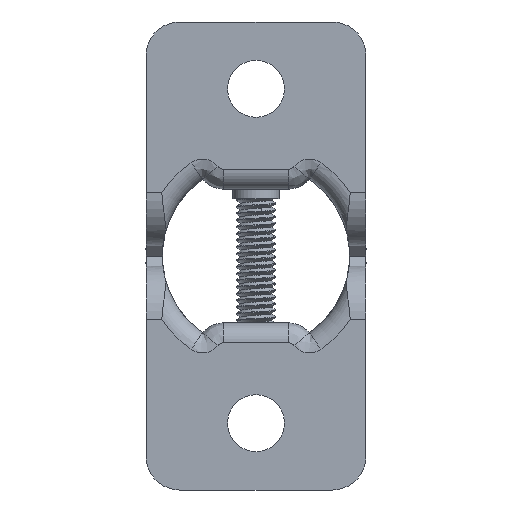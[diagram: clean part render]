
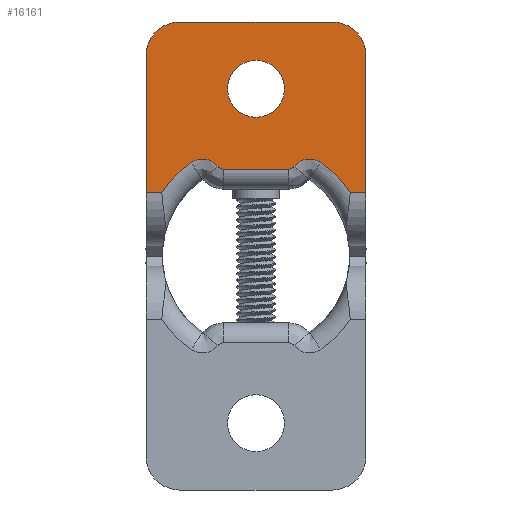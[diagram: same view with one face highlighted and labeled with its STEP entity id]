
A CAD part, left-side view. The second image highlights one B-rep face of the part: STEP entity #16161.
In plain terms, the highlighted planar face has unit normal (-1, 0, 0).
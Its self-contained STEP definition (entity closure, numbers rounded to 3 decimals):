
#33 = AXIS2_PLACEMENT_3D ( 'NONE', #6501, #13579, #10196 ) ;
#77 = EDGE_CURVE ( 'NONE', #11051, #14499, #16696, .T. ) ;
#284 = VERTEX_POINT ( 'NONE', #4365 ) ;
#469 = ORIENTED_EDGE ( 'NONE', *, *, #6244, .T. ) ;
#551 = CARTESIAN_POINT ( 'NONE',  ( -12., 4.886, 14. ) ) ;
#1015 = CARTESIAN_POINT ( 'NONE',  ( -12., -16.432, 30. ) ) ;
#1524 = VERTEX_POINT ( 'NONE', #8939 ) ;
#1554 = DIRECTION ( 'NONE',  ( 0., 1., 0. ) ) ;
#1737 = CARTESIAN_POINT ( 'NONE',  ( -12., 0., 65.5 ) ) ;
#1959 = VERTEX_POINT ( 'NONE', #10709 ) ;
#2205 = AXIS2_PLACEMENT_3D ( 'NONE', #2648, #13670, #20386 ) ;
#2210 = VERTEX_POINT ( 'NONE', #1015 ) ;
#2397 = CARTESIAN_POINT ( 'NONE',  ( -12., -16.432, 30. ) ) ;
#2541 = CARTESIAN_POINT ( 'NONE',  ( -12., 16.432, 9.5 ) ) ;
#2577 = CARTESIAN_POINT ( 'NONE',  ( -12., 14.098, 9.5 ) ) ;
#2648 = CARTESIAN_POINT ( 'NONE',  ( -12., -11.432, 30. ) ) ;
#2743 = ORIENTED_EDGE ( 'NONE', *, *, #17314, .F. ) ;
#2807 = EDGE_CURVE ( 'NONE', #16616, #3019, #16215, .T. ) ;
#2852 = ORIENTED_EDGE ( 'NONE', *, *, #18822, .T. ) ;
#3019 = VERTEX_POINT ( 'NONE', #8122 ) ;
#3067 = DIRECTION ( 'NONE',  ( 0., 0.829, 0.559 ) ) ;
#3191 = FACE_OUTER_BOUND ( 'NONE', #19982, .T. ) ;
#3397 = VERTEX_POINT ( 'NONE', #19111 ) ;
#3403 = CARTESIAN_POINT ( 'NONE',  ( -12., -11.432, 35. ) ) ;
#3568 = LINE ( 'NONE', #11504, #6071 ) ;
#4221 = CARTESIAN_POINT ( 'NONE',  ( -12., 8., 11.489 ) ) ;
#4288 = ORIENTED_EDGE ( 'NONE', *, *, #77, .F. ) ;
#4365 = CARTESIAN_POINT ( 'NONE',  ( -12., -14.098, 9.5 ) ) ;
#4418 = ORIENTED_EDGE ( 'NONE', *, *, #15337, .T. ) ;
#4601 = EDGE_LOOP ( 'NONE', ( #11896, #11018 ) ) ;
#4655 = DIRECTION ( 'NONE',  ( 1., 0., 0. ) ) ;
#4914 = CARTESIAN_POINT ( 'NONE',  ( -12., 11.432, 35. ) ) ;
#5359 = VERTEX_POINT ( 'NONE', #10776 ) ;
#5375 = VECTOR ( 'NONE', #18519, 1000. ) ;
#5621 = AXIS2_PLACEMENT_3D ( 'NONE', #14552, #4655, #21045 ) ;
#5839 = DIRECTION ( 'NONE',  ( 1., 0., 0. ) ) ;
#6071 = VECTOR ( 'NONE', #13123, 1000. ) ;
#6203 = ORIENTED_EDGE ( 'NONE', *, *, #20556, .T. ) ;
#6244 = EDGE_CURVE ( 'NONE', #2210, #14499, #10214, .T. ) ;
#6501 = CARTESIAN_POINT ( 'NONE',  ( -12., 0., 25. ) ) ;
#6523 = EDGE_CURVE ( 'NONE', #11051, #17377, #10561, .T. ) ;
#6665 = CIRCLE ( 'NONE', #5621, 4.25 ) ;
#6694 = AXIS2_PLACEMENT_3D ( 'NONE', #551, #7159, #18768 ) ;
#6838 = VERTEX_POINT ( 'NONE', #7680 ) ;
#6843 = CARTESIAN_POINT ( 'NONE',  ( -12., 0., 0. ) ) ;
#6931 = EDGE_CURVE ( 'NONE', #14878, #17377, #9971, .T. ) ;
#6998 = ORIENTED_EDGE ( 'NONE', *, *, #6523, .T. ) ;
#7066 = CIRCLE ( 'NONE', #16115, 17. ) ;
#7159 = DIRECTION ( 'NONE',  ( -1., 0., 0. ) ) ;
#7680 = CARTESIAN_POINT ( 'NONE',  ( -12., 0., 29.25 ) ) ;
#8122 = CARTESIAN_POINT ( 'NONE',  ( -12., 9.714, 13.951 ) ) ;
#8236 = EDGE_CURVE ( 'NONE', #3397, #1959, #11176, .T. ) ;
#8246 = CIRCLE ( 'NONE', #15587, 3. ) ;
#8608 = VERTEX_POINT ( 'NONE', #20764 ) ;
#8901 = CARTESIAN_POINT ( 'NONE',  ( -12., -4.886, 14. ) ) ;
#8939 = CARTESIAN_POINT ( 'NONE',  ( -12., 5.665, 13.372 ) ) ;
#9021 = DIRECTION ( 'NONE',  ( 0., 0., -1. ) ) ;
#9381 = CARTESIAN_POINT ( 'NONE',  ( -12., 14.098, 9.5 ) ) ;
#9400 = CIRCLE ( 'NONE', #33, 4.25 ) ;
#9412 = AXIS2_PLACEMENT_3D ( 'NONE', #8901, #17560, #9021 ) ;
#9721 = EDGE_CURVE ( 'NONE', #13415, #3397, #3568, .T. ) ;
#9897 = DIRECTION ( 'NONE',  ( 1., 0., 0. ) ) ;
#9971 = LINE ( 'NONE', #14788, #5375 ) ;
#10196 = DIRECTION ( 'NONE',  ( 0., 0., -1. ) ) ;
#10214 = CIRCLE ( 'NONE', #2205, 5. ) ;
#10449 = DIRECTION ( 'NONE',  ( -1., 0., 0. ) ) ;
#10561 = CIRCLE ( 'NONE', #20396, 5. ) ;
#10709 = CARTESIAN_POINT ( 'NONE',  ( -12., -5.665, 13.372 ) ) ;
#10776 = CARTESIAN_POINT ( 'NONE',  ( -12., 0., 20.75 ) ) ;
#10785 = AXIS2_PLACEMENT_3D ( 'NONE', #20832, #5839, #12478 ) ;
#11018 = ORIENTED_EDGE ( 'NONE', *, *, #13614, .T. ) ;
#11051 = VERTEX_POINT ( 'NONE', #12848 ) ;
#11076 = CARTESIAN_POINT ( 'NONE',  ( -12., 16.432, 30. ) ) ;
#11133 = ORIENTED_EDGE ( 'NONE', *, *, #6931, .F. ) ;
#11176 = CIRCLE ( 'NONE', #9412, 1. ) ;
#11274 = ORIENTED_EDGE ( 'NONE', *, *, #2807, .T. ) ;
#11504 = CARTESIAN_POINT ( 'NONE',  ( -12., 4.886, 13. ) ) ;
#11830 = VECTOR ( 'NONE', #19222, 1000. ) ;
#11896 = ORIENTED_EDGE ( 'NONE', *, *, #18606, .T. ) ;
#12420 = DIRECTION ( 'NONE',  ( 0., 0., 1. ) ) ;
#12478 = DIRECTION ( 'NONE',  ( 0., 0.778, 0.628 ) ) ;
#12848 = CARTESIAN_POINT ( 'NONE',  ( -12., 11.432, 35. ) ) ;
#12894 = ORIENTED_EDGE ( 'NONE', *, *, #14129, .F. ) ;
#13123 = DIRECTION ( 'NONE',  ( 0., -1., 0. ) ) ;
#13210 = CARTESIAN_POINT ( 'NONE',  ( -12., -16.432, 9.5 ) ) ;
#13277 = DIRECTION ( 'NONE',  ( 0., -1., 0. ) ) ;
#13318 = EDGE_CURVE ( 'NONE', #16616, #14878, #14051, .T. ) ;
#13397 = DIRECTION ( 'NONE',  ( 1., 0., 0. ) ) ;
#13415 = VERTEX_POINT ( 'NONE', #15336 ) ;
#13504 = DIRECTION ( 'NONE',  ( 0., -0.571, 0.821 ) ) ;
#13534 = LINE ( 'NONE', #13210, #16135 ) ;
#13579 = DIRECTION ( 'NONE',  ( 1., 0., 0. ) ) ;
#13614 = EDGE_CURVE ( 'NONE', #6838, #5359, #6665, .T. ) ;
#13670 = DIRECTION ( 'NONE',  ( -1., 0., 0. ) ) ;
#13985 = DIRECTION ( 'NONE',  ( 1., 0., 0. ) ) ;
#14051 = LINE ( 'NONE', #9381, #14668 ) ;
#14129 = EDGE_CURVE ( 'NONE', #8608, #284, #13534, .T. ) ;
#14499 = VERTEX_POINT ( 'NONE', #3403 ) ;
#14552 = CARTESIAN_POINT ( 'NONE',  ( -12., 0., 25. ) ) ;
#14668 = VECTOR ( 'NONE', #21108, 1000. ) ;
#14788 = CARTESIAN_POINT ( 'NONE',  ( -12., 16.432, 9.5 ) ) ;
#14837 = FACE_BOUND ( 'NONE', #4601, .T. ) ;
#14878 = VERTEX_POINT ( 'NONE', #2541 ) ;
#15042 = CARTESIAN_POINT ( 'NONE',  ( -12., 0., 0. ) ) ;
#15071 = EDGE_CURVE ( 'NONE', #18707, #284, #7066, .T. ) ;
#15156 = ORIENTED_EDGE ( 'NONE', *, *, #8236, .T. ) ;
#15336 = CARTESIAN_POINT ( 'NONE',  ( -12., 4.886, 13. ) ) ;
#15337 = EDGE_CURVE ( 'NONE', #1524, #13415, #16134, .T. ) ;
#15492 = CARTESIAN_POINT ( 'NONE',  ( -12., 11.432, 30. ) ) ;
#15587 = AXIS2_PLACEMENT_3D ( 'NONE', #4221, #13985, #19152 ) ;
#15926 = VECTOR ( 'NONE', #13277, 1000. ) ;
#16115 = AXIS2_PLACEMENT_3D ( 'NONE', #6843, #20214, #13504 ) ;
#16134 = CIRCLE ( 'NONE', #6694, 1. ) ;
#16135 = VECTOR ( 'NONE', #1554, 1000. ) ;
#16161 = ADVANCED_FACE ( 'NONE', ( #14837, #3191 ), #18245, .F. ) ;
#16215 = CIRCLE ( 'NONE', #17972, 17. ) ;
#16616 = VERTEX_POINT ( 'NONE', #2577 ) ;
#16696 = LINE ( 'NONE', #4914, #15926 ) ;
#16909 = ORIENTED_EDGE ( 'NONE', *, *, #9721, .T. ) ;
#17314 = EDGE_CURVE ( 'NONE', #2210, #8608, #17350, .T. ) ;
#17350 = LINE ( 'NONE', #2397, #11830 ) ;
#17377 = VERTEX_POINT ( 'NONE', #11076 ) ;
#17560 = DIRECTION ( 'NONE',  ( -1., 0., 0. ) ) ;
#17972 = AXIS2_PLACEMENT_3D ( 'NONE', #15042, #9897, #3067 ) ;
#18020 = ORIENTED_EDGE ( 'NONE', *, *, #15071, .T. ) ;
#18245 = PLANE ( 'NONE',  #20031 ) ;
#18519 = DIRECTION ( 'NONE',  ( 0., 0., 1. ) ) ;
#18606 = EDGE_CURVE ( 'NONE', #5359, #6838, #9400, .T. ) ;
#18707 = VERTEX_POINT ( 'NONE', #19051 ) ;
#18768 = DIRECTION ( 'NONE',  ( 0., 0.778, -0.628 ) ) ;
#18822 = EDGE_CURVE ( 'NONE', #1959, #18707, #20953, .T. ) ;
#19051 = CARTESIAN_POINT ( 'NONE',  ( -12., -9.714, 13.951 ) ) ;
#19111 = CARTESIAN_POINT ( 'NONE',  ( -12., -4.886, 13. ) ) ;
#19152 = DIRECTION ( 'NONE',  ( 0., 0.571, 0.821 ) ) ;
#19222 = DIRECTION ( 'NONE',  ( 0., 0., -1. ) ) ;
#19982 = EDGE_LOOP ( 'NONE', ( #11133, #20819, #11274, #6203, #4418, #16909, #15156, #2852, #18020, #12894, #2743, #469, #4288, #6998 ) ) ;
#20031 = AXIS2_PLACEMENT_3D ( 'NONE', #1737, #13397, #20113 ) ;
#20113 = DIRECTION ( 'NONE',  ( 0., 1., 0. ) ) ;
#20214 = DIRECTION ( 'NONE',  ( 1., 0., 0. ) ) ;
#20386 = DIRECTION ( 'NONE',  ( 0., -1., 0. ) ) ;
#20396 = AXIS2_PLACEMENT_3D ( 'NONE', #15492, #10449, #12420 ) ;
#20556 = EDGE_CURVE ( 'NONE', #3019, #1524, #8246, .T. ) ;
#20764 = CARTESIAN_POINT ( 'NONE',  ( -12., -16.432, 9.5 ) ) ;
#20819 = ORIENTED_EDGE ( 'NONE', *, *, #13318, .F. ) ;
#20832 = CARTESIAN_POINT ( 'NONE',  ( -12., -8., 11.489 ) ) ;
#20953 = CIRCLE ( 'NONE', #10785, 3. ) ;
#21045 = DIRECTION ( 'NONE',  ( 0., 0., 1. ) ) ;
#21108 = DIRECTION ( 'NONE',  ( 0., 1., 0. ) ) ;
